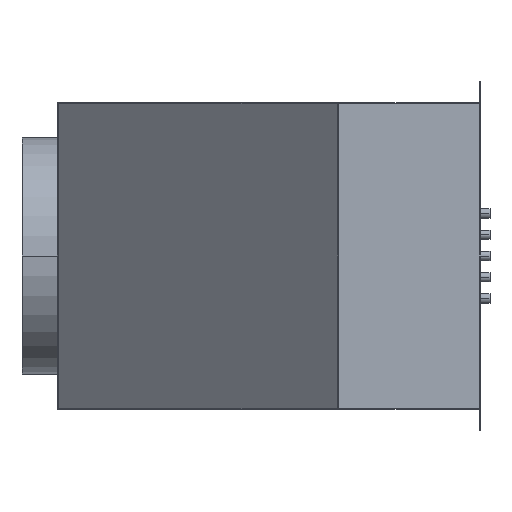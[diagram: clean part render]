
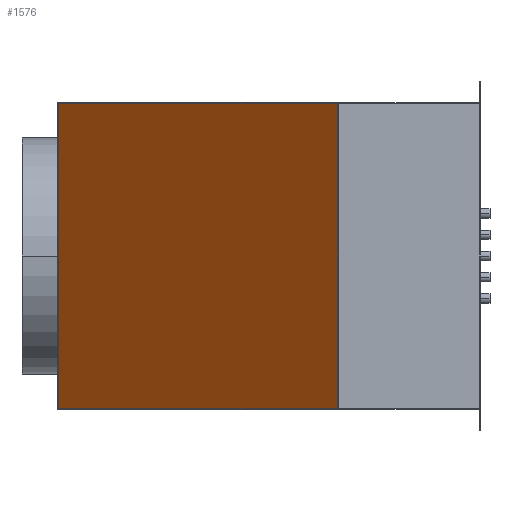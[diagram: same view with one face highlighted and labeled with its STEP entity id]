
A CAD part, left-side view. The second image highlights one B-rep face of the part: STEP entity #1576.
In plain terms, the highlighted planar face has unit normal (-0.718, 0.696, 0).
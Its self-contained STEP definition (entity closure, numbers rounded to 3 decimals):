
#359=DIRECTION('',(-0.696,-0.718,0.));
#360=VECTOR('',#359,330.615);
#361=CARTESIAN_POINT('',(-350.,358.5,130.));
#362=LINE('',#361,#360);
#379=DIRECTION('',(0.,0.,-1.));
#380=VECTOR('',#379,260.);
#381=CARTESIAN_POINT('',(-580.,121.,130.));
#382=LINE('',#381,#380);
#413=DIRECTION('',(-0.696,-0.718,0.));
#414=VECTOR('',#413,330.615);
#415=CARTESIAN_POINT('',(-350.,358.5,-130.));
#416=LINE('',#415,#414);
#417=DIRECTION('',(0.,0.,-1.));
#418=VECTOR('',#417,260.);
#419=CARTESIAN_POINT('',(-350.,358.5,130.));
#420=LINE('',#419,#418);
#869=CARTESIAN_POINT('',(-350.,358.5,130.));
#870=VERTEX_POINT('',#869);
#871=CARTESIAN_POINT('',(-580.,121.,130.));
#872=VERTEX_POINT('',#871);
#877=CARTESIAN_POINT('',(-350.,358.5,-130.));
#878=VERTEX_POINT('',#877);
#879=CARTESIAN_POINT('',(-580.,121.,-130.));
#880=VERTEX_POINT('',#879);
#1565=CARTESIAN_POINT('',(-350.,358.5,130.));
#1566=DIRECTION('',(-0.718,0.696,0.));
#1567=DIRECTION('',(-0.696,-0.718,0.));
#1568=AXIS2_PLACEMENT_3D('',#1565,#1566,#1567);
#1569=PLANE('',#1568);
#1570=ORIENTED_EDGE('',*,*,#1514,.F.);
#1571=ORIENTED_EDGE('',*,*,#1554,.F.);
#1572=ORIENTED_EDGE('',*,*,#1477,.T.);
#1573=ORIENTED_EDGE('',*,*,#1496,.T.);
#1574=EDGE_LOOP('',(#1570,#1571,#1572,#1573));
#1575=FACE_OUTER_BOUND('',#1574,.F.);
#1576=ADVANCED_FACE('',(#1575),#1569,.T.);
#1477=EDGE_CURVE('',#870,#872,#362,.T.);
#1496=EDGE_CURVE('',#872,#880,#382,.T.);
#1514=EDGE_CURVE('',#878,#880,#416,.T.);
#1554=EDGE_CURVE('',#870,#878,#420,.T.);
